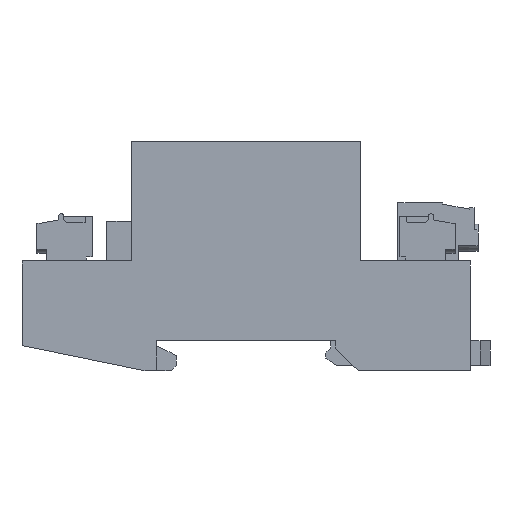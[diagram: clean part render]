
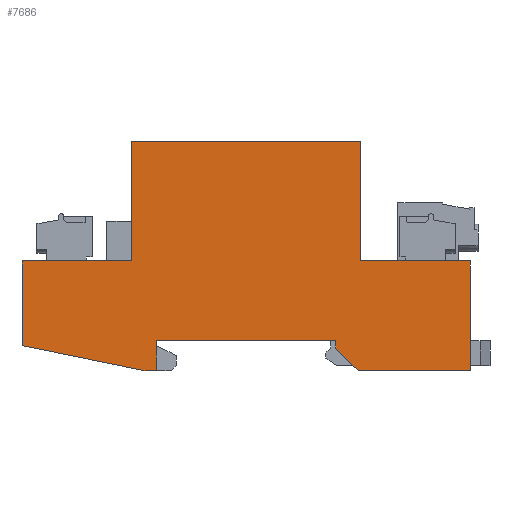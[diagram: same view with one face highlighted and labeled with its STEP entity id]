
A CAD part, left-side view. The second image highlights one B-rep face of the part: STEP entity #7686.
In plain terms, the highlighted planar face has unit normal (-1, 0, 0).
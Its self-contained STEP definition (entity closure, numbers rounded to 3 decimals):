
#7640=AXIS2_PLACEMENT_3D('Plane Axis2P3D',#7637,#7638,#7639) ;
#250=CARTESIAN_POINT('Vertex',(0.,94.,5.)) ;
#253=CARTESIAN_POINT('Line Origine',(0.,94.,13.5)) ;
#257=CARTESIAN_POINT('Vertex',(0.,94.,22.)) ;
#5161=CARTESIAN_POINT('Vertex',(0.,4.,0.)) ;
#5164=CARTESIAN_POINT('Line Origine',(0.,15.25,0.)) ;
#5168=CARTESIAN_POINT('Vertex',(0.,26.5,0.)) ;
#5184=CARTESIAN_POINT('Line Origine',(0.,28.75,2.25)) ;
#5188=CARTESIAN_POINT('Vertex',(0.,31.,4.5)) ;
#5206=CARTESIAN_POINT('Line Origine',(0.,31.,5.25)) ;
#5210=CARTESIAN_POINT('Vertex',(0.,31.,6.)) ;
#5231=CARTESIAN_POINT('Line Origine',(0.,49.,6.)) ;
#5235=CARTESIAN_POINT('Vertex',(0.,67.,6.)) ;
#5270=CARTESIAN_POINT('Line Origine',(0.,67.,5.5)) ;
#5274=CARTESIAN_POINT('Vertex',(0.,67.,5.)) ;
#5277=CARTESIAN_POINT('Line Origine',(0.,67.,2.5)) ;
#5281=CARTESIAN_POINT('Vertex',(0.,67.,0.)) ;
#5311=CARTESIAN_POINT('Line Origine',(0.,68.25,0.)) ;
#5315=CARTESIAN_POINT('Vertex',(0.,69.5,0.)) ;
#5344=CARTESIAN_POINT('Line Origine',(0.,81.75,2.5)) ;
#5366=CARTESIAN_POINT('Vertex',(0.,26.,46.)) ;
#5369=CARTESIAN_POINT('Line Origine',(0.,26.,34.)) ;
#5373=CARTESIAN_POINT('Vertex',(0.,26.,22.)) ;
#5394=CARTESIAN_POINT('Line Origine',(0.,15.,22.)) ;
#5398=CARTESIAN_POINT('Vertex',(0.,4.,22.)) ;
#5539=CARTESIAN_POINT('Line Origine',(0.,4.,11.)) ;
#7637=CARTESIAN_POINT('Axis2P3D Location',(0.,4.,6.)) ;
#7642=CARTESIAN_POINT('Line Origine',(0.,49.,46.)) ;
#7646=CARTESIAN_POINT('Vertex',(0.,72.,46.)) ;
#7649=CARTESIAN_POINT('Line Origine',(0.,72.,45.95)) ;
#7653=CARTESIAN_POINT('Vertex',(0.,72.,45.9)) ;
#7656=CARTESIAN_POINT('Line Origine',(0.,72.,33.95)) ;
#7660=CARTESIAN_POINT('Vertex',(0.,72.,22.)) ;
#7663=CARTESIAN_POINT('Line Origine',(0.,83.,22.)) ;
#254=DIRECTION('Vector Direction',(0.,0.,1.)) ;
#5165=DIRECTION('Vector Direction',(0.,-1.,0.)) ;
#5185=DIRECTION('Vector Direction',(0.,0.707,0.707)) ;
#5207=DIRECTION('Vector Direction',(0.,0.,-1.)) ;
#5232=DIRECTION('Vector Direction',(0.,-1.,0.)) ;
#5271=DIRECTION('Vector Direction',(0.,0.,1.)) ;
#5278=DIRECTION('Vector Direction',(0.,0.,1.)) ;
#5312=DIRECTION('Vector Direction',(0.,-1.,0.)) ;
#5345=DIRECTION('Vector Direction',(0.,-0.98,-0.2)) ;
#5370=DIRECTION('Vector Direction',(0.,0.,1.)) ;
#5395=DIRECTION('Vector Direction',(0.,1.,0.)) ;
#5540=DIRECTION('Vector Direction',(0.,0.,-1.)) ;
#7638=DIRECTION('Axis2P3D Direction',(-1.,0.,0.)) ;
#7639=DIRECTION('Axis2P3D XDirection',(0.,0.,1.)) ;
#7643=DIRECTION('Vector Direction',(0.,1.,0.)) ;
#7650=DIRECTION('Vector Direction',(0.,0.,-1.)) ;
#7657=DIRECTION('Vector Direction',(0.,0.,-1.)) ;
#7664=DIRECTION('Vector Direction',(0.,1.,0.)) ;
#255=VECTOR('Line Direction',#254,1.) ;
#5166=VECTOR('Line Direction',#5165,1.) ;
#5186=VECTOR('Line Direction',#5185,1.) ;
#5208=VECTOR('Line Direction',#5207,1.) ;
#5233=VECTOR('Line Direction',#5232,1.) ;
#5272=VECTOR('Line Direction',#5271,1.) ;
#5279=VECTOR('Line Direction',#5278,1.) ;
#5313=VECTOR('Line Direction',#5312,1.) ;
#5346=VECTOR('Line Direction',#5345,1.) ;
#5371=VECTOR('Line Direction',#5370,1.) ;
#5396=VECTOR('Line Direction',#5395,1.) ;
#5541=VECTOR('Line Direction',#5540,1.) ;
#7644=VECTOR('Line Direction',#7643,1.) ;
#7651=VECTOR('Line Direction',#7650,1.) ;
#7658=VECTOR('Line Direction',#7657,1.) ;
#7665=VECTOR('Line Direction',#7664,1.) ;
#7669=ORIENTED_EDGE('',*,*,#5543,.F.) ;
#7670=ORIENTED_EDGE('',*,*,#5400,.T.) ;
#7671=ORIENTED_EDGE('',*,*,#5375,.F.) ;
#7672=ORIENTED_EDGE('',*,*,#7648,.F.) ;
#7673=ORIENTED_EDGE('',*,*,#7655,.F.) ;
#7674=ORIENTED_EDGE('',*,*,#7662,.F.) ;
#7675=ORIENTED_EDGE('',*,*,#7667,.F.) ;
#7676=ORIENTED_EDGE('',*,*,#259,.F.) ;
#7677=ORIENTED_EDGE('',*,*,#5348,.T.) ;
#7678=ORIENTED_EDGE('',*,*,#5317,.T.) ;
#7679=ORIENTED_EDGE('',*,*,#5283,.F.) ;
#7680=ORIENTED_EDGE('',*,*,#5276,.T.) ;
#7681=ORIENTED_EDGE('',*,*,#5237,.T.) ;
#7682=ORIENTED_EDGE('',*,*,#5212,.T.) ;
#7683=ORIENTED_EDGE('',*,*,#5190,.F.) ;
#7684=ORIENTED_EDGE('',*,*,#5170,.T.) ;
#7686=ADVANCED_FACE('ENERGY METER',(#7685),#7641,.T.) ;
#259=EDGE_CURVE('',#251,#258,#256,.T.) ;
#5170=EDGE_CURVE('',#5169,#5162,#5167,.T.) ;
#5190=EDGE_CURVE('',#5169,#5189,#5187,.T.) ;
#5212=EDGE_CURVE('',#5211,#5189,#5209,.T.) ;
#5237=EDGE_CURVE('',#5236,#5211,#5234,.T.) ;
#5276=EDGE_CURVE('',#5275,#5236,#5273,.T.) ;
#5283=EDGE_CURVE('',#5275,#5282,#5280,.F.) ;
#5317=EDGE_CURVE('',#5316,#5282,#5314,.T.) ;
#5348=EDGE_CURVE('',#251,#5316,#5347,.T.) ;
#5375=EDGE_CURVE('',#5367,#5374,#5372,.F.) ;
#5400=EDGE_CURVE('',#5399,#5374,#5397,.T.) ;
#5543=EDGE_CURVE('',#5399,#5162,#5542,.T.) ;
#7648=EDGE_CURVE('',#7647,#5367,#7645,.F.) ;
#7655=EDGE_CURVE('',#7654,#7647,#7652,.F.) ;
#7662=EDGE_CURVE('',#7661,#7654,#7659,.F.) ;
#7667=EDGE_CURVE('',#258,#7661,#7666,.F.) ;
#7668=EDGE_LOOP('',(#7669,#7670,#7671,#7672,#7673,#7674,#7675,#7676,#7677,#7678,#7679,#7680,#7681,#7682,#7683,#7684)) ;
#7685=FACE_OUTER_BOUND('',#7668,.T.) ;
#256=LINE('Line',#253,#255) ;
#5167=LINE('Line',#5164,#5166) ;
#5187=LINE('Line',#5184,#5186) ;
#5209=LINE('Line',#5206,#5208) ;
#5234=LINE('Line',#5231,#5233) ;
#5273=LINE('Line',#5270,#5272) ;
#5280=LINE('Line',#5277,#5279) ;
#5314=LINE('Line',#5311,#5313) ;
#5347=LINE('Line',#5344,#5346) ;
#5372=LINE('Line',#5369,#5371) ;
#5397=LINE('Line',#5394,#5396) ;
#5542=LINE('Line',#5539,#5541) ;
#7645=LINE('Line',#7642,#7644) ;
#7652=LINE('Line',#7649,#7651) ;
#7659=LINE('Line',#7656,#7658) ;
#7666=LINE('Line',#7663,#7665) ;
#7641=PLANE('',#7640) ;
#251=VERTEX_POINT('',#250) ;
#258=VERTEX_POINT('',#257) ;
#5162=VERTEX_POINT('',#5161) ;
#5169=VERTEX_POINT('',#5168) ;
#5189=VERTEX_POINT('',#5188) ;
#5211=VERTEX_POINT('',#5210) ;
#5236=VERTEX_POINT('',#5235) ;
#5275=VERTEX_POINT('',#5274) ;
#5282=VERTEX_POINT('',#5281) ;
#5316=VERTEX_POINT('',#5315) ;
#5367=VERTEX_POINT('',#5366) ;
#5374=VERTEX_POINT('',#5373) ;
#5399=VERTEX_POINT('',#5398) ;
#7647=VERTEX_POINT('',#7646) ;
#7654=VERTEX_POINT('',#7653) ;
#7661=VERTEX_POINT('',#7660) ;
